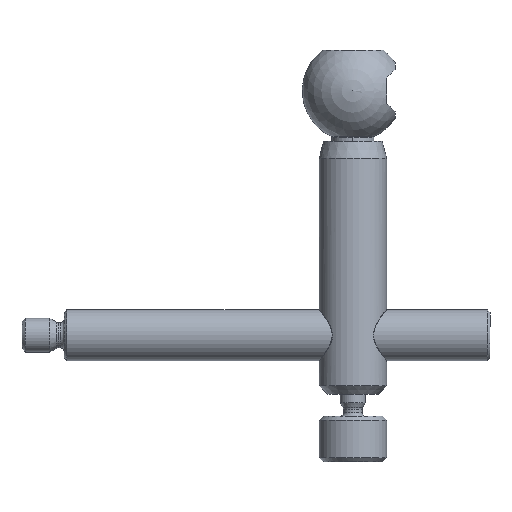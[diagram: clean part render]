
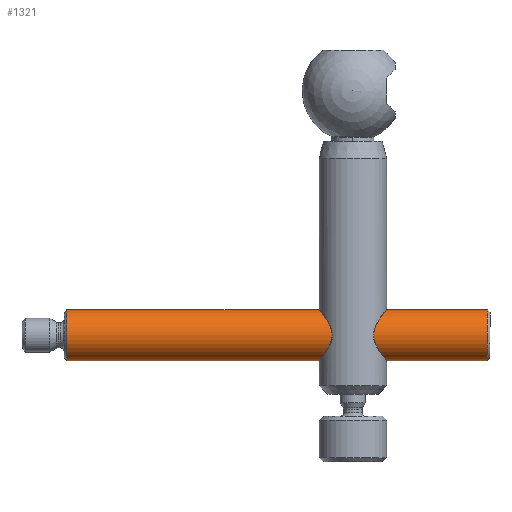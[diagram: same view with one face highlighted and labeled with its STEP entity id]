
A CAD part, front view. The second image highlights one B-rep face of the part: STEP entity #1321.
In plain terms, the highlighted cylindrical face has radius 3 mm (diameter 6 mm), a partial arc.
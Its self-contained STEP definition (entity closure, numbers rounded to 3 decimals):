
#134 = VECTOR ( 'NONE', #863, 1000. ) ;
#152 = CYLINDRICAL_SURFACE ( 'NONE', #1243, 3. ) ;
#196 = DIRECTION ( 'NONE',  ( -1., 0., 0. ) ) ;
#204 = VERTEX_POINT ( 'NONE', #2015 ) ;
#490 = DIRECTION ( 'NONE',  ( 0., 0., -1. ) ) ;
#517 = AXIS2_PLACEMENT_3D ( 'NONE', #590, #1938, #3280 ) ;
#521 = CARTESIAN_POINT ( 'NONE',  ( -3., 0., 5.303 ) ) ;
#538 = ORIENTED_EDGE ( 'NONE', *, *, #1571, .F. ) ;
#589 = DIRECTION ( 'NONE',  ( 0., 0., -1. ) ) ;
#590 = CARTESIAN_POINT ( 'NONE',  ( 0., 0., 55.2 ) ) ;
#686 = VECTOR ( 'NONE', #490, 1000. ) ;
#803 = CARTESIAN_POINT ( 'NONE',  ( -3., 0., 55.2 ) ) ;
#840 = CARTESIAN_POINT ( 'NONE',  ( 3., 0., 55.5 ) ) ;
#852 = EDGE_CURVE ( 'NONE', #1558, #3915, #1134, .T. ) ;
#863 = DIRECTION ( 'NONE',  ( 0., 0., -1. ) ) ;
#1042 = EDGE_CURVE ( 'NONE', #3915, #1374, #3788, .T. ) ;
#1134 = CIRCLE ( 'NONE', #517, 3. ) ;
#1166 = DIRECTION ( 'NONE',  ( 0., 0., 1. ) ) ;
#1182 = AXIS2_PLACEMENT_3D ( 'NONE', #3893, #1166, #3482 ) ;
#1243 = AXIS2_PLACEMENT_3D ( 'NONE', #2843, #589, #196 ) ;
#1321 = ADVANCED_FACE ( 'NONE', ( #1490 ), #152, .T. ) ;
#1374 = VERTEX_POINT ( 'NONE', #521 ) ;
#1437 = LINE ( 'NONE', #840, #134 ) ;
#1490 = FACE_OUTER_BOUND ( 'NONE', #3733, .T. ) ;
#1558 = VERTEX_POINT ( 'NONE', #1775 ) ;
#1571 = EDGE_CURVE ( 'NONE', #1558, #204, #1437, .T. ) ;
#1775 = CARTESIAN_POINT ( 'NONE',  ( 3., 0., 55.2 ) ) ;
#1938 = DIRECTION ( 'NONE',  ( 0., 0., -1. ) ) ;
#2015 = CARTESIAN_POINT ( 'NONE',  ( 3., 0., 5.303 ) ) ;
#2177 = ORIENTED_EDGE ( 'NONE', *, *, #852, .T. ) ;
#2453 = EDGE_CURVE ( 'NONE', #1374, #204, #2904, .T. ) ;
#2577 = ORIENTED_EDGE ( 'NONE', *, *, #2453, .T. ) ;
#2843 = CARTESIAN_POINT ( 'NONE',  ( 0., 0., 55.5 ) ) ;
#2904 = CIRCLE ( 'NONE', #1182, 3. ) ;
#3280 = DIRECTION ( 'NONE',  ( 1., 0., 0. ) ) ;
#3482 = DIRECTION ( 'NONE',  ( 1., 0., 0. ) ) ;
#3521 = CARTESIAN_POINT ( 'NONE',  ( -3., 0., 55.5 ) ) ;
#3710 = ORIENTED_EDGE ( 'NONE', *, *, #1042, .T. ) ;
#3733 = EDGE_LOOP ( 'NONE', ( #538, #2177, #3710, #2577 ) ) ;
#3788 = LINE ( 'NONE', #3521, #686 ) ;
#3893 = CARTESIAN_POINT ( 'NONE',  ( 0., 0., 5.303 ) ) ;
#3915 = VERTEX_POINT ( 'NONE', #803 ) ;
